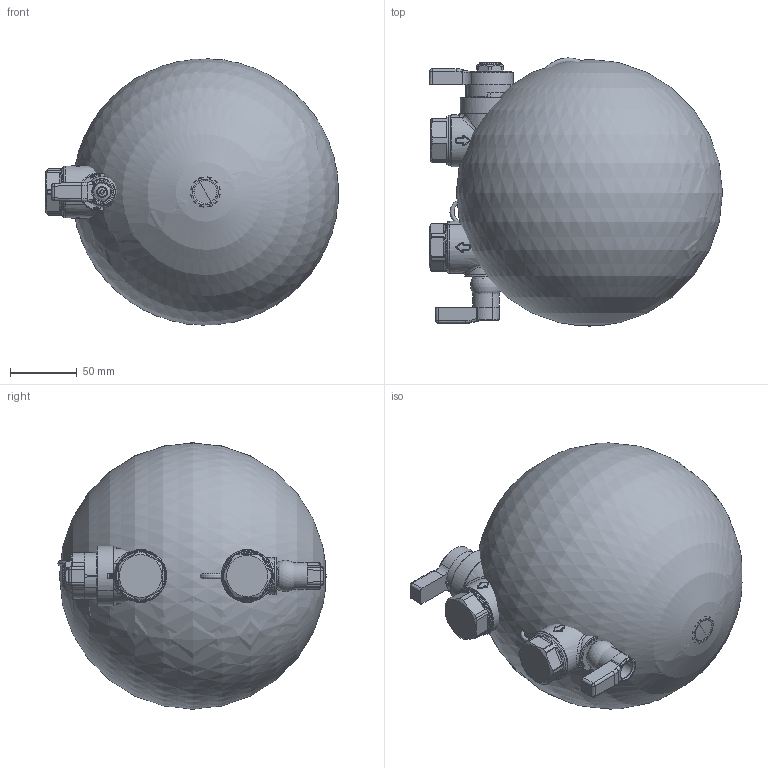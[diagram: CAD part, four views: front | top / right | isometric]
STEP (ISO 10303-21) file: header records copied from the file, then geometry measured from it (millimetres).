
FILE_DESCRIPTION((''),'2;1');
FILE_NAME('149510_1H2_SW0001','2017-06-14T',('sparenzan'),(''),'CREO PARAMETRIC BY PTC INC, 2016050','CREO PARAMETRIC BY PTC INC, 2016050','');
FILE_SCHEMA(('CONFIG_CONTROL_DESIGN'));
Products named in the file (1): 149510_1H2_SW0001
Bounding box: 219.99 x 201.13 x 199.94 mm (x, y, z)
Surface area: 365578.2 mm2 (no closed solid volume)
Topology: 0 solids, 0 shells, 2972 faces, 13151 edges, 12969 vertices
Faces by surface type: bspline 2762, torus 108, sphere 102
Entity records: 266689 total; most frequent: CARTESIAN_POINT 153003, DIRECTION 16206, TRIMMED_CURVE 14461, VECTOR 13136, LINE 13136, DEFINITIONAL_REPRESENTATION 12879, PCURVE 12879, COMPOSITE_CURVE_SEGMENT 12879
